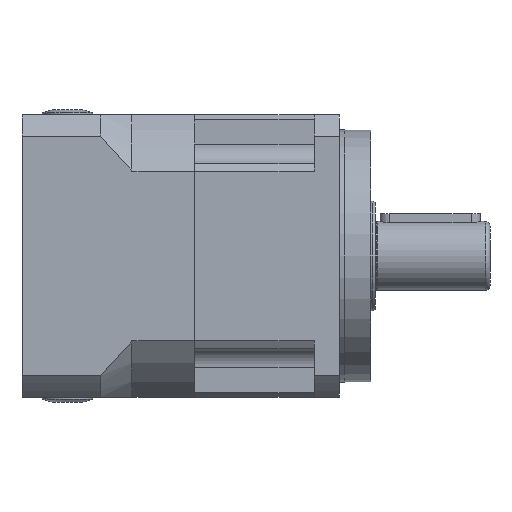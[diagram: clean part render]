
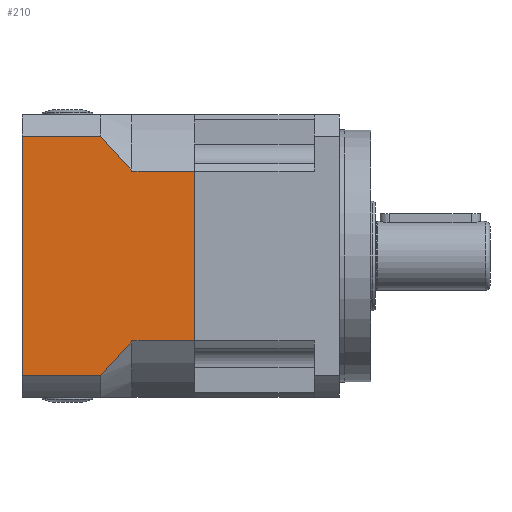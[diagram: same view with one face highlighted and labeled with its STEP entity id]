
A CAD part, front view. The second image highlights one B-rep face of the part: STEP entity #210.
In plain terms, the highlighted planar face has unit normal (0, -1, 0).
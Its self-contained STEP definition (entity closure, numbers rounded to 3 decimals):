
#210 = ADVANCED_FACE ( 'NONE', ( #5274 ), #6800, .T. ) ;
#673 = EDGE_LOOP ( 'NONE', ( #2988, #2989, #2990, #2991, #2992, #2993, #2994, #2995 ) ) ;
#1221 = VERTEX_POINT ( 'NONE', #9399 ) ;
#1224 = VERTEX_POINT ( 'NONE', #9387 ) ;
#2629 = EDGE_CURVE ( 'NONE', #14285, #14275, #12152, .T. ) ;
#2638 = EDGE_CURVE ( 'NONE', #14285, #14273, #12165, .T. ) ;
#2643 = EDGE_CURVE ( 'NONE', #14432, #14275, #12168, .T. ) ;
#2649 = EDGE_CURVE ( 'NONE', #14430, #14432, #7511, .T. ) ;
#2653 = EDGE_CURVE ( 'NONE', #14273, #1221, #7514, .T. ) ;
#2662 = EDGE_CURVE ( 'NONE', #1224, #1221, #12190, .T. ) ;
#2667 = EDGE_CURVE ( 'NONE', #14430, #14437, #12199, .T. ) ;
#2679 = EDGE_CURVE ( 'NONE', #14437, #1224, #12213, .T. ) ;
#2988 = ORIENTED_EDGE ( 'NONE', *, *, #2629, .T. ) ;
#2989 = ORIENTED_EDGE ( 'NONE', *, *, #2643, .F. ) ;
#2990 = ORIENTED_EDGE ( 'NONE', *, *, #2649, .F. ) ;
#2991 = ORIENTED_EDGE ( 'NONE', *, *, #2667, .T. ) ;
#2992 = ORIENTED_EDGE ( 'NONE', *, *, #2679, .T. ) ;
#2993 = ORIENTED_EDGE ( 'NONE', *, *, #2662, .T. ) ;
#2994 = ORIENTED_EDGE ( 'NONE', *, *, #2653, .F. ) ;
#2995 = ORIENTED_EDGE ( 'NONE', *, *, #2638, .F. ) ;
#5274 = FACE_OUTER_BOUND ( 'NONE', #673, .T. ) ;
#6115 = AXIS2_PLACEMENT_3D ( 'NONE', #6797, #6802, #6803 ) ;
#6797 = CARTESIAN_POINT ( 'NONE',  ( 0., -45., -45. ) ) ;
#6800 = PLANE ( 'NONE',  #6115 ) ;
#6802 = DIRECTION ( 'NONE',  ( 0., -1., 0. ) ) ;
#6803 = DIRECTION ( 'NONE',  ( 0., 0., -1. ) ) ;
#7511 = B_SPLINE_CURVE_WITH_KNOTS ( 'NONE', 3,
 ( #11972, #11967, #11966, #11973, #11974, #11975 ),
 .UNSPECIFIED., .F., .F.,
 ( 4, 2, 4 ),
 ( 0.07, 0.078, 0.085 ),
 .UNSPECIFIED. ) ;
#7514 = B_SPLINE_CURVE_WITH_KNOTS ( 'NONE', 3,
 ( #11987, #11988, #11992, #11993, #11994, #11995 ),
 .UNSPECIFIED., .F., .F.,
 ( 4, 2, 4 ),
 ( 0.145, 0.153, 0.16 ),
 .UNSPECIFIED. ) ;
#9387 = CARTESIAN_POINT ( 'NONE',  ( -55., -45., -38.158 ) ) ;
#9399 = CARTESIAN_POINT ( 'NONE',  ( -30., -45., -38.158 ) ) ;
#11903 = CARTESIAN_POINT ( 'NONE',  ( 0., -45., -45. ) ) ;
#11904 = DIRECTION ( 'NONE',  ( 0., 0., 1. ) ) ;
#11926 = CARTESIAN_POINT ( 'NONE',  ( 0., -45., -27.042 ) ) ;
#11932 = DIRECTION ( 'NONE',  ( -1., 0., 0. ) ) ;
#11934 = DIRECTION ( 'NONE',  ( 1., 0., 0. ) ) ;
#11942 = CARTESIAN_POINT ( 'NONE',  ( 0., -45., 27.042 ) ) ;
#11966 = CARTESIAN_POINT ( 'NONE',  ( -26.52, -45., 34.589 ) ) ;
#11967 = CARTESIAN_POINT ( 'NONE',  ( -28.242, -45., 36.391 ) ) ;
#11972 = CARTESIAN_POINT ( 'NONE',  ( -30., -45., 38.158 ) ) ;
#11973 = CARTESIAN_POINT ( 'NONE',  ( -23.173, -45., 30.891 ) ) ;
#11974 = CARTESIAN_POINT ( 'NONE',  ( -21.545, -45., 28.991 ) ) ;
#11975 = CARTESIAN_POINT ( 'NONE',  ( -20., -45., 27.042 ) ) ;
#11987 = CARTESIAN_POINT ( 'NONE',  ( -20., -45., -27.042 ) ) ;
#11988 = CARTESIAN_POINT ( 'NONE',  ( -21.554, -45., -29.003 ) ) ;
#11992 = CARTESIAN_POINT ( 'NONE',  ( -23.177, -45., -30.897 ) ) ;
#11993 = CARTESIAN_POINT ( 'NONE',  ( -26.522, -45., -34.591 ) ) ;
#11994 = CARTESIAN_POINT ( 'NONE',  ( -28.243, -45., -36.392 ) ) ;
#11995 = CARTESIAN_POINT ( 'NONE',  ( -30., -45., -38.158 ) ) ;
#12019 = CARTESIAN_POINT ( 'NONE',  ( 0., -45., -38.158 ) ) ;
#12020 = DIRECTION ( 'NONE',  ( 1., 0., 0. ) ) ;
#12021 = DIRECTION ( 'NONE',  ( -1., 0., 0. ) ) ;
#12027 = CARTESIAN_POINT ( 'NONE',  ( 0., -45., 38.158 ) ) ;
#12063 = CARTESIAN_POINT ( 'NONE',  ( -55., -45., 0. ) ) ;
#12064 = DIRECTION ( 'NONE',  ( 0., 0., -1. ) ) ;
#12152 = LINE ( 'NONE', #11903, #12154 ) ;
#12154 = VECTOR ( 'NONE', #11904, 1000. ) ;
#12165 = LINE ( 'NONE', #11926, #12169 ) ;
#12168 = LINE ( 'NONE', #11942, #12177 ) ;
#12169 = VECTOR ( 'NONE', #11932, 1000. ) ;
#12177 = VECTOR ( 'NONE', #11934, 1000. ) ;
#12190 = LINE ( 'NONE', #12019, #12193 ) ;
#12193 = VECTOR ( 'NONE', #12020, 1000. ) ;
#12199 = LINE ( 'NONE', #12027, #12201 ) ;
#12201 = VECTOR ( 'NONE', #12021, 1000. ) ;
#12213 = LINE ( 'NONE', #12063, #12216 ) ;
#12216 = VECTOR ( 'NONE', #12064, 1000. ) ;
#14072 = CARTESIAN_POINT ( 'NONE',  ( -20., -45., -27.042 ) ) ;
#14074 = CARTESIAN_POINT ( 'NONE',  ( 0., -45., 27.042 ) ) ;
#14081 = CARTESIAN_POINT ( 'NONE',  ( 0., -45., -27.042 ) ) ;
#14102 = CARTESIAN_POINT ( 'NONE',  ( -20., -45., 27.042 ) ) ;
#14104 = CARTESIAN_POINT ( 'NONE',  ( -55., -45., 38.158 ) ) ;
#14105 = CARTESIAN_POINT ( 'NONE',  ( -30., -45., 38.158 ) ) ;
#14273 = VERTEX_POINT ( 'NONE', #14072 ) ;
#14275 = VERTEX_POINT ( 'NONE', #14074 ) ;
#14285 = VERTEX_POINT ( 'NONE', #14081 ) ;
#14430 = VERTEX_POINT ( 'NONE', #14105 ) ;
#14432 = VERTEX_POINT ( 'NONE', #14102 ) ;
#14437 = VERTEX_POINT ( 'NONE', #14104 ) ;
